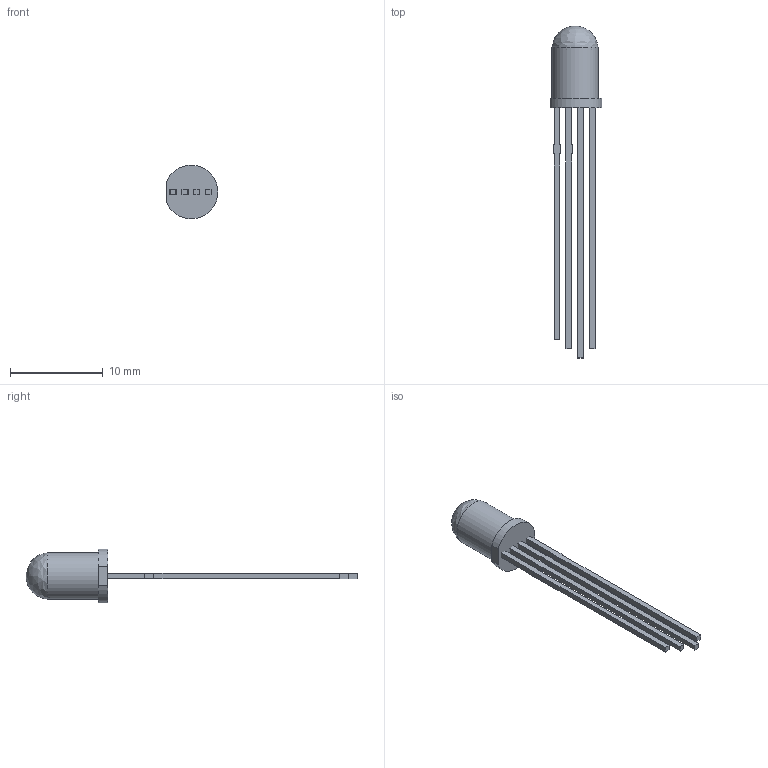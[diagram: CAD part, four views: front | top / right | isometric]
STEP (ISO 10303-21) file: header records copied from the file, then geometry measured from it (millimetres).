
FILE_DESCRIPTION(/* description */ (''),/* implementation_level */ '2;1');
FILE_NAME(/* name */ 'Led RGB 5mm.step',/* time_stamp */ '2019-12-18T18:16:22+00:00',/* author */ (''),/* organization */ (''),/* preprocessor_version */ 'ST-DEVELOPER v18',/* originating_system */ 'Autodesk Translation Framework v8.12.0.6',/* authorisation */ '');
FILE_SCHEMA (('AUTOMOTIVE_DESIGN { 1 0 10303 214 3 1 1 }'));
Length unit declared in the file: millimetre
Products named in the file (2): (Unsaved); Component3
Assembly tree (1 placements, depth 2):
  (Unsaved)
    Component3
Bounding box: 5.6 x 35.8 x 5.8 mm (x, y, z)
Volume: 240.7 mm3; surface area: 552.3 mm2
Topology: 7 solids, 7 shells, 73 faces, 175 edges, 115 vertices
Faces by surface type: plane 70, cylinder 2, bspline 1
Full cylindrical faces by diameter (mm): 5 x1
Entity records: 2192 total; most frequent: CARTESIAN_POINT 427, ORIENTED_EDGE 348, DIRECTION 333, EDGE_CURVE 174, LINE 165, VECTOR 165, VERTEX_POINT 115, AXIS2_PLACEMENT_3D 84
